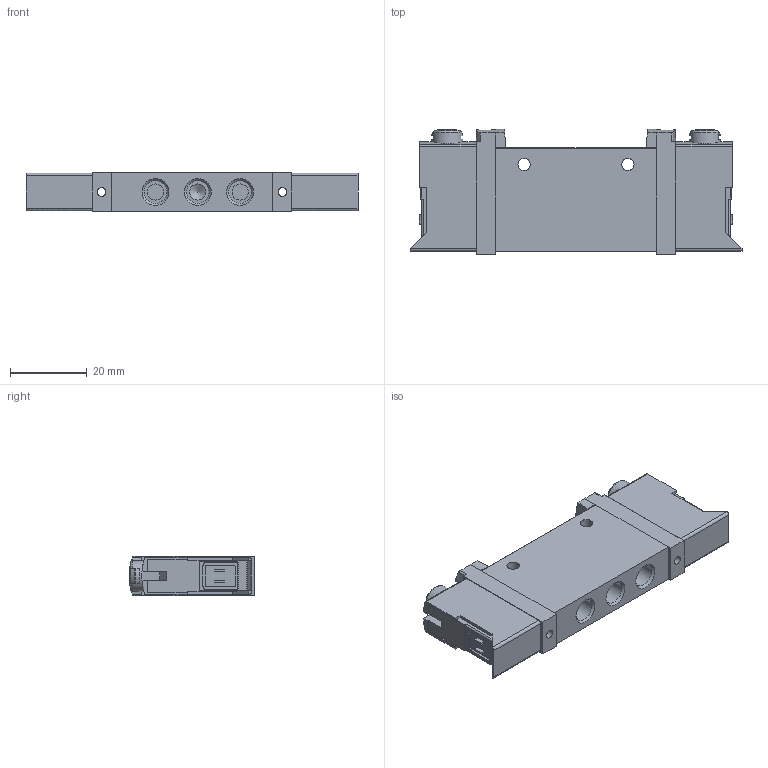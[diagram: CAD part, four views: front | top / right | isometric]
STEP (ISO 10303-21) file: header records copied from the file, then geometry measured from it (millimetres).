
FILE_DESCRIPTION(/* description */ (''),/* implementation_level */ '2;1');
FILE_NAME(/* name */ 'Pneumatics_Solenoid_566475.ipt.step',/* time_stamp */ '2015-01-02T19:28:16-08:00',/* author */ ('Autodesk Inc.'),/* organization */ ('Autodesk Inc.'),/* preprocessor_version */ 'ST-DEVELOPER v15.6',/* originating_system */ 'Autodesk Inventor 2015',/* authorisation */ '');
FILE_SCHEMA (('AUTOMOTIVE_DESIGN { 1 0 10303 214 3 1 1 }'));
Length unit declared in the file: millimetre
Products named in the file (1): Pneumatics_Solenoid_566475
Bounding box: 86.32 x 32.5 x 10.25 mm (x, y, z)
Volume: 21303.5 mm3; surface area: 9164.8 mm2
Topology: 1 solids, 1 shells, 361 faces, 951 edges, 625 vertices
Faces by surface type: plane 259, cylinder 80, cone 14, torus 6, sphere 2
Full cylindrical faces by diameter (mm): 3 x2, 3.2 x2, 3.8 x2, 3.9 x2, 4.2 x3, 5.917 x5, 8.1 x2
Entity records: 11218 total; most frequent: CARTESIAN_POINT 2212, DIRECTION 1854, ORIENTED_EDGE 1810, EDGE_CURVE 905, LINE 624, VECTOR 624, AXIS2_PLACEMENT_3D 615, VERTEX_POINT 611
